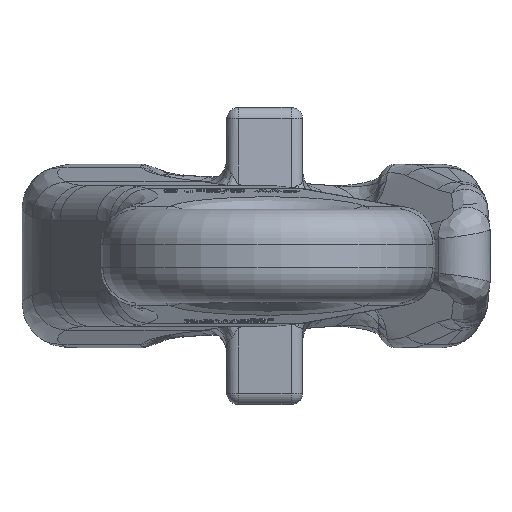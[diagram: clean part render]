
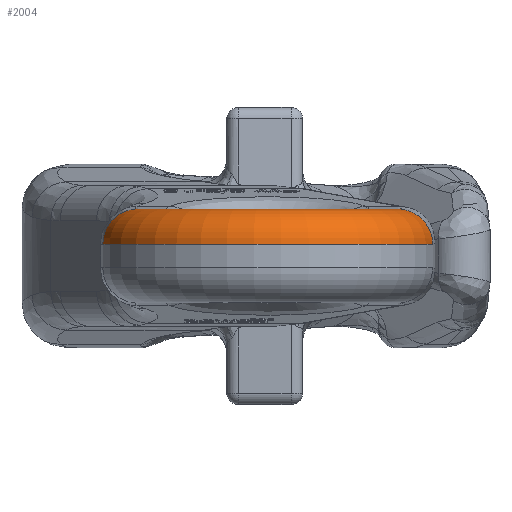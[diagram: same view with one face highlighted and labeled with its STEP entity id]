
A CAD part, left-side view. The second image highlights one B-rep face of the part: STEP entity #2004.
In plain terms, the highlighted toroidal (fillet/blend) face has major radius 11.3 mm and minor radius 3 mm.
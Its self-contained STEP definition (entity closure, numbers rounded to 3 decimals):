
#880=(
BOUNDED_CURVE()
B_SPLINE_CURVE(2,(#17323,#17324,#17325),.UNSPECIFIED.,.F.,.F.)
B_SPLINE_CURVE_WITH_KNOTS((3,3),(0.,1.),.UNSPECIFIED.)
CURVE()
GEOMETRIC_REPRESENTATION_ITEM()
RATIONAL_B_SPLINE_CURVE((1.,0.707,1.))
REPRESENTATION_ITEM('')
);
#896=TOROIDAL_SURFACE('',#7598,11.3,3.);
#1124=CIRCLE('',#7334,14.3);
#1226=CIRCLE('',#7506,11.3);
#1283=CIRCLE('',#7597,3.);
#1603=FACE_OUTER_BOUND('',#3045,.T.);
#2004=ADVANCED_FACE('',(#1603),#896,.T.);
#3045=EDGE_LOOP('',(#4386,#4387,#4388,#4389));
#4386=ORIENTED_EDGE('',*,*,#6420,.T.);
#4387=ORIENTED_EDGE('',*,*,#5945,.F.);
#4388=ORIENTED_EDGE('',*,*,#6424,.F.);
#4389=ORIENTED_EDGE('',*,*,#6283,.F.);
#5362=VERTEX_POINT('',#10594);
#5363=VERTEX_POINT('',#10596);
#5558=VERTEX_POINT('',#16108);
#5559=VERTEX_POINT('',#16110);
#5945=EDGE_CURVE('',#5362,#5363,#1124,.T.);
#6283=EDGE_CURVE('',#5558,#5559,#1226,.T.);
#6420=EDGE_CURVE('',#5558,#5363,#1283,.T.);
#6424=EDGE_CURVE('',#5559,#5362,#880,.T.);
#7334=AXIS2_PLACEMENT_3D('',#10595,#7784,#7785);
#7506=AXIS2_PLACEMENT_3D('',#16109,#8173,#8174);
#7597=AXIS2_PLACEMENT_3D('',#17264,#8374,#8375);
#7598=AXIS2_PLACEMENT_3D('',#17326,#8376,#8377);
#7784=DIRECTION('',(0.,0.,-1.));
#7785=DIRECTION('',(-1.,0.,0.));
#8173=DIRECTION('',(0.,0.,1.));
#8174=DIRECTION('',(-1.,0.,0.));
#8374=DIRECTION('',(-0.986,-0.168,0.));
#8375=DIRECTION('',(0.168,-0.986,0.));
#8376=DIRECTION('',(0.,0.,1.));
#8377=DIRECTION('',(1.,0.,0.));
#10594=CARTESIAN_POINT('',(-40.323,-14.096,1.));
#10595=CARTESIAN_POINT('',(-37.915,0.,1.));
#10596=CARTESIAN_POINT('',(-40.323,14.096,1.));
#16108=CARTESIAN_POINT('',(-39.818,11.139,4.));
#16109=CARTESIAN_POINT('',(-37.915,0.,4.));
#16110=CARTESIAN_POINT('',(-39.818,-11.139,4.));
#17264=CARTESIAN_POINT('',(-39.818,11.139,1.));
#17323=CARTESIAN_POINT('',(-39.818,-11.139,4.));
#17324=CARTESIAN_POINT('',(-40.323,-14.096,4.));
#17325=CARTESIAN_POINT('',(-40.323,-14.096,1.));
#17326=CARTESIAN_POINT('',(-37.915,0.,1.));
